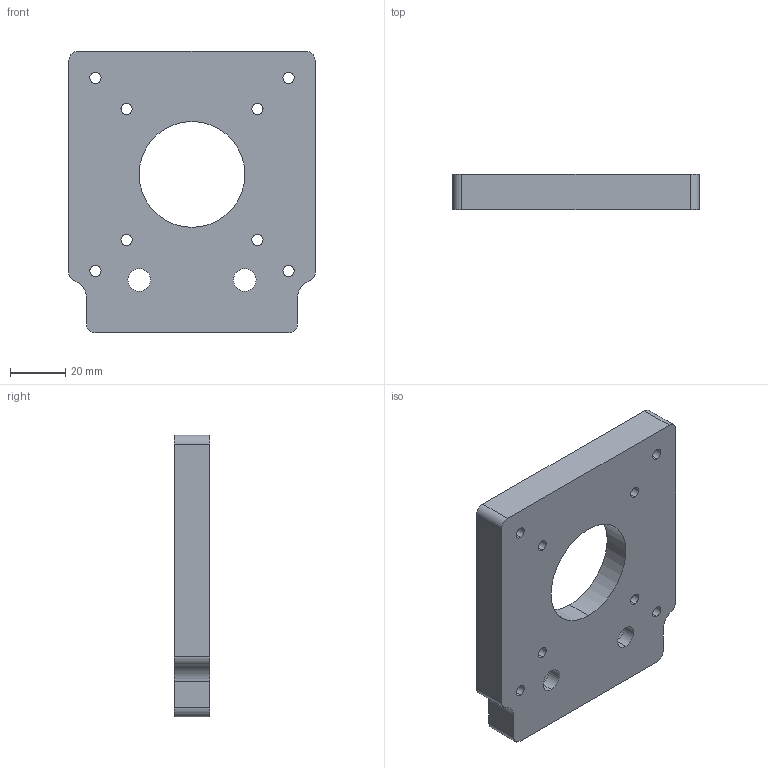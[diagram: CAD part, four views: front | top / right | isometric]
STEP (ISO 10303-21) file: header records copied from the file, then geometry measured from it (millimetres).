
FILE_DESCRIPTION (( 'STEP AP214' ), '1' );
FILE_NAME ('CRP206-01_A-01.STEP', '2018-05-07T21:04:54', ( '' ), ( '' ), 'SwSTEP 2.0', 'SolidWorks 2017', '' );
FILE_SCHEMA (( 'AUTOMOTIVE_DESIGN' ));
Length unit declared in the file: inch
Products named in the file (1): CRP206-01_A-01
Bounding box: 88.9 x 12.7 x 101.6 mm (x, y, z)
Volume: 82847.2 mm3; surface area: 23373.4 mm2
Topology: 1 solids, 1 shells, 66 faces, 189 edges, 126 vertices
Faces by surface type: cylinder 49, plane 17
Entity records: 2507 total; most frequent: DIRECTION 425, CARTESIAN_POINT 382, ORIENTED_EDGE 378, EDGE_CURVE 189, AXIS2_PLACEMENT_3D 169, VERTEX_POINT 126, CIRCLE 102, EDGE_LOOP 89
